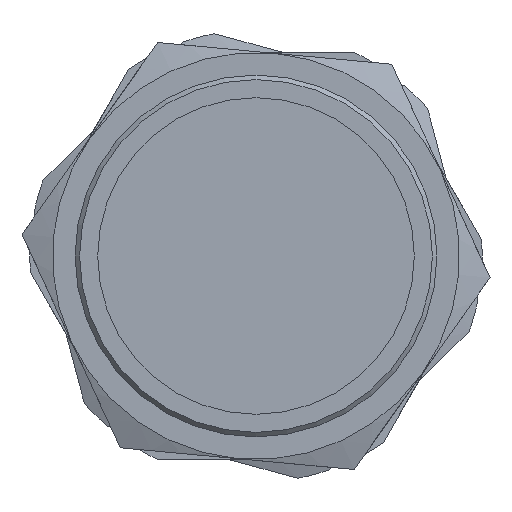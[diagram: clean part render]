
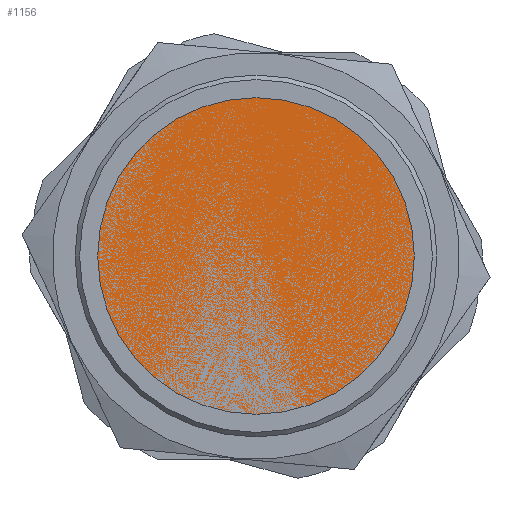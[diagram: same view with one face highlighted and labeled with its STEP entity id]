
A CAD part, front view. The second image highlights one B-rep face of the part: STEP entity #1156.
In plain terms, the highlighted planar face has unit normal (0, 1, 0).
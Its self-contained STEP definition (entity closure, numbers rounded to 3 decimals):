
#369=FACE_OUTER_BOUND('',#442,.T.);
#442=EDGE_LOOP('',(#1061));
#506=CIRCLE('',#1306,20.);
#604=VERTEX_POINT('',#2049);
#757=EDGE_CURVE('',#604,#604,#506,.T.);
#1061=ORIENTED_EDGE('',*,*,#757,.T.);
#1090=PLANE('',#1305);
#1156=ADVANCED_FACE('',(#369),#1090,.T.);
#1305=AXIS2_PLACEMENT_3D('',#2048,#1631,#1632);
#1306=AXIS2_PLACEMENT_3D('',#2050,#1633,#1634);
#1631=DIRECTION('center_axis',(0.,1.,0.));
#1632=DIRECTION('ref_axis',(0.,0.,1.));
#1633=DIRECTION('center_axis',(0.,1.,0.));
#1634=DIRECTION('ref_axis',(-1.,0.,0.));
#2048=CARTESIAN_POINT('Origin',(16.166,6.049,14.));
#2049=CARTESIAN_POINT('',(36.166,6.049,14.));
#2050=CARTESIAN_POINT('Origin',(16.166,6.049,14.));
